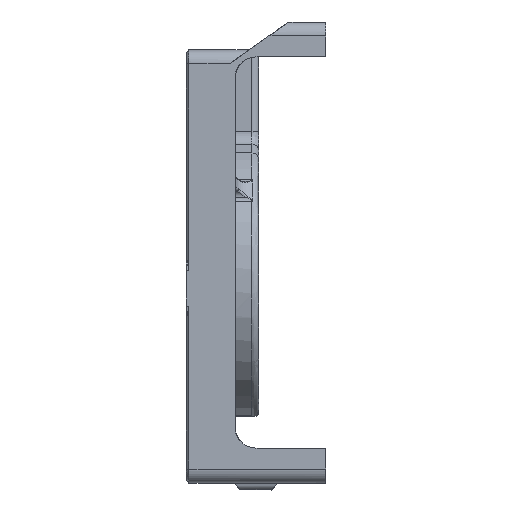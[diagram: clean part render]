
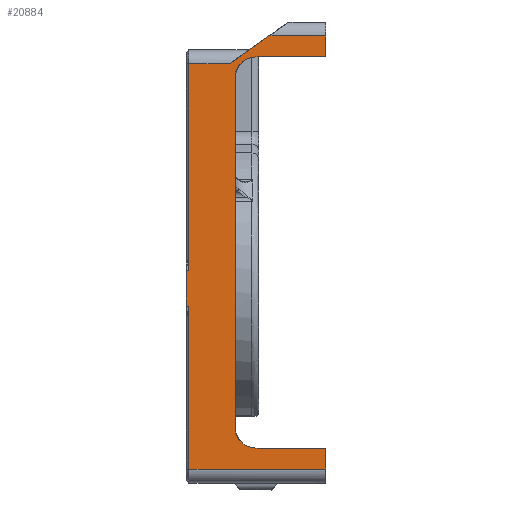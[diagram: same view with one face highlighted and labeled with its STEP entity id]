
A CAD part, left-side view. The second image highlights one B-rep face of the part: STEP entity #20884.
In plain terms, the highlighted planar face has unit normal (-1, 0, 0).
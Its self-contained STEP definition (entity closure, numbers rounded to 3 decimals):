
#119 = CARTESIAN_POINT ( 'NONE',  ( 123.9, -18., 88.545 ) ) ;
#224 = DIRECTION ( 'NONE',  ( -1., 0., 0. ) ) ;
#277 = LINE ( 'NONE', #2508, #31624 ) ;
#808 = VERTEX_POINT ( 'NONE', #12499 ) ;
#953 = EDGE_CURVE ( 'NONE', #8682, #22154, #23575, .T. ) ;
#986 = DIRECTION ( 'NONE',  ( 0., 0., 1. ) ) ;
#1185 = CIRCLE ( 'NONE', #2819, 3. ) ;
#1644 = VECTOR ( 'NONE', #29054, 1000. ) ;
#1742 = DIRECTION ( 'NONE',  ( 0., 1., 0. ) ) ;
#2001 = ORIENTED_EDGE ( 'NONE', *, *, #13226, .T. ) ;
#2250 = ORIENTED_EDGE ( 'NONE', *, *, #14935, .T. ) ;
#2251 = DIRECTION ( 'NONE',  ( -1., 0., 0. ) ) ;
#2276 = VERTEX_POINT ( 'NONE', #19951 ) ;
#2377 = VECTOR ( 'NONE', #5469, 1000. ) ;
#2428 = EDGE_CURVE ( 'NONE', #2276, #25257, #23653, .T. ) ;
#2508 = CARTESIAN_POINT ( 'NONE',  ( 123.9, 36.966, 88.545 ) ) ;
#2819 = AXIS2_PLACEMENT_3D ( 'NONE', #4348, #29745, #6395 ) ;
#3799 = CARTESIAN_POINT ( 'NONE',  ( 123.9, -18.4, 88.545 ) ) ;
#4108 = CARTESIAN_POINT ( 'NONE',  ( 123.9, -25., 74.096 ) ) ;
#4348 = CARTESIAN_POINT ( 'NONE',  ( 123.9, -28., 66.096 ) ) ;
#5289 = EDGE_CURVE ( 'NONE', #808, #14515, #28854, .T. ) ;
#5454 = CARTESIAN_POINT ( 'NONE',  ( 123.9, -18.4, 118.096 ) ) ;
#5469 = DIRECTION ( 'NONE',  ( 0., 0., 1. ) ) ;
#5678 = CARTESIAN_POINT ( 'NONE',  ( 123.9, 36.966, 83.414 ) ) ;
#5824 = DIRECTION ( 'NONE',  ( 0., 0., -1. ) ) ;
#5843 = ORIENTED_EDGE ( 'NONE', *, *, #2428, .T. ) ;
#6250 = LINE ( 'NONE', #16626, #25284 ) ;
#6395 = DIRECTION ( 'NONE',  ( 0., 0., 1. ) ) ;
#6697 = VECTOR ( 'NONE', #29629, 1000. ) ;
#6807 = EDGE_CURVE ( 'NONE', #30965, #10050, #30186, .T. ) ;
#7150 = VERTEX_POINT ( 'NONE', #5454 ) ;
#7267 = CARTESIAN_POINT ( 'NONE',  ( 123.9, -38., 122.096 ) ) ;
#7481 = CARTESIAN_POINT ( 'NONE',  ( 123.9, -32.5, 118.096 ) ) ;
#7520 = DIRECTION ( 'NONE',  ( 0., 0., 1. ) ) ;
#7528 = CARTESIAN_POINT ( 'NONE',  ( 123.9, -38., 58.096 ) ) ;
#7965 = CARTESIAN_POINT ( 'NONE',  ( 123.9, -38., 63.096 ) ) ;
#8067 = VERTEX_POINT ( 'NONE', #26573 ) ;
#8657 = CARTESIAN_POINT ( 'NONE',  ( 123.9, -25., 116.096 ) ) ;
#8682 = VERTEX_POINT ( 'NONE', #20700 ) ;
#9400 = EDGE_CURVE ( 'NONE', #25553, #14515, #31040, .T. ) ;
#9864 = ORIENTED_EDGE ( 'NONE', *, *, #25164, .T. ) ;
#9914 = DIRECTION ( 'NONE',  ( 0., 0., 1. ) ) ;
#10050 = VERTEX_POINT ( 'NONE', #10454 ) ;
#10237 = LINE ( 'NONE', #13110, #20564 ) ;
#10454 = CARTESIAN_POINT ( 'NONE',  ( 123.9, -25., 66.096 ) ) ;
#10470 = ORIENTED_EDGE ( 'NONE', *, *, #9400, .F. ) ;
#10610 = CARTESIAN_POINT ( 'NONE',  ( 123.9, -18.4, 106.754 ) ) ;
#10657 = DIRECTION ( 'NONE',  ( 0., 0.819, -0.574 ) ) ;
#10723 = CARTESIAN_POINT ( 'NONE',  ( 123.9, -28., 63.096 ) ) ;
#11309 = VECTOR ( 'NONE', #1742, 1000. ) ;
#11398 = VECTOR ( 'NONE', #10657, 1000. ) ;
#11528 = VERTEX_POINT ( 'NONE', #27472 ) ;
#11896 = VECTOR ( 'NONE', #24631, 1000. ) ;
#12499 = CARTESIAN_POINT ( 'NONE',  ( 123.9, -18., 83.414 ) ) ;
#12734 = ORIENTED_EDGE ( 'NONE', *, *, #6807, .F. ) ;
#12829 = ORIENTED_EDGE ( 'NONE', *, *, #13039, .T. ) ;
#13039 = EDGE_CURVE ( 'NONE', #25257, #8682, #27789, .T. ) ;
#13110 = CARTESIAN_POINT ( 'NONE',  ( 123.9, -38., 119.096 ) ) ;
#13226 = EDGE_CURVE ( 'NONE', #25553, #27434, #25736, .T. ) ;
#14302 = EDGE_CURVE ( 'NONE', #11528, #30965, #16184, .T. ) ;
#14515 = VERTEX_POINT ( 'NONE', #28967 ) ;
#14668 = CARTESIAN_POINT ( 'NONE',  ( 123.9, -18.4, 74.596 ) ) ;
#14875 = ORIENTED_EDGE ( 'NONE', *, *, #29951, .F. ) ;
#14879 = VERTEX_POINT ( 'NONE', #7965 ) ;
#14935 = EDGE_CURVE ( 'NONE', #22154, #7150, #15960, .T. ) ;
#15037 = ORIENTED_EDGE ( 'NONE', *, *, #953, .T. ) ;
#15157 = ORIENTED_EDGE ( 'NONE', *, *, #21582, .F. ) ;
#15876 = ORIENTED_EDGE ( 'NONE', *, *, #14302, .F. ) ;
#15960 = LINE ( 'NONE', #7481, #11896 ) ;
#16184 = CIRCLE ( 'NONE', #17250, 3. ) ;
#16626 = CARTESIAN_POINT ( 'NONE',  ( 123.9, -18.4, 74.596 ) ) ;
#17250 = AXIS2_PLACEMENT_3D ( 'NONE', #30865, #2251, #7520 ) ;
#17333 = ORIENTED_EDGE ( 'NONE', *, *, #5289, .T. ) ;
#18036 = CARTESIAN_POINT ( 'NONE',  ( 123.9, -24.144, 118.096 ) ) ;
#18584 = ORIENTED_EDGE ( 'NONE', *, *, #26720, .F. ) ;
#19175 = LINE ( 'NONE', #29593, #26552 ) ;
#19213 = CARTESIAN_POINT ( 'NONE',  ( 123.9, -38., 58.096 ) ) ;
#19951 = CARTESIAN_POINT ( 'NONE',  ( 123.9, -38., 119.096 ) ) ;
#20239 = VECTOR ( 'NONE', #26132, 1000. ) ;
#20521 = ORIENTED_EDGE ( 'NONE', *, *, #30258, .F. ) ;
#20564 = VECTOR ( 'NONE', #23495, 1000. ) ;
#20700 = CARTESIAN_POINT ( 'NONE',  ( 123.9, -29.856, 122.096 ) ) ;
#20835 = AXIS2_PLACEMENT_3D ( 'NONE', #10610, #224, #5824 ) ;
#20884 = ADVANCED_FACE ( 'NONE', ( #24031 ), #31388, .T. ) ;
#21477 = ORIENTED_EDGE ( 'NONE', *, *, #32914, .T. ) ;
#21582 = EDGE_CURVE ( 'NONE', #31511, #7150, #6250, .T. ) ;
#22154 = VERTEX_POINT ( 'NONE', #18036 ) ;
#22318 = DIRECTION ( 'NONE',  ( 0., 0., -1. ) ) ;
#22831 = CARTESIAN_POINT ( 'NONE',  ( 123.9, -38., 122.096 ) ) ;
#22919 = CARTESIAN_POINT ( 'NONE',  ( 123.9, -29.856, 122.096 ) ) ;
#23151 = CARTESIAN_POINT ( 'NONE',  ( 123.9, -38., 60.096 ) ) ;
#23367 = EDGE_LOOP ( 'NONE', ( #10470, #2001, #21477, #9864, #20521, #12734, #15876, #18584, #5843, #12829, #15037, #2250, #15157, #14875, #33479, #17333 ) ) ;
#23415 = LINE ( 'NONE', #119, #1644 ) ;
#23419 = DIRECTION ( 'NONE',  ( 0., -1., 0. ) ) ;
#23495 = DIRECTION ( 'NONE',  ( 0., 1., 0. ) ) ;
#23575 = LINE ( 'NONE', #22919, #11398 ) ;
#23653 = LINE ( 'NONE', #7528, #2377 ) ;
#24031 = FACE_OUTER_BOUND ( 'NONE', #23367, .T. ) ;
#24450 = DIRECTION ( 'NONE',  ( 0., 1., 0. ) ) ;
#24631 = DIRECTION ( 'NONE',  ( 0., 1., 0. ) ) ;
#24677 = VERTEX_POINT ( 'NONE', #10723 ) ;
#24880 = CARTESIAN_POINT ( 'NONE',  ( 123.9, -18.4, 60.096 ) ) ;
#25164 = EDGE_CURVE ( 'NONE', #14879, #24677, #19175, .T. ) ;
#25257 = VERTEX_POINT ( 'NONE', #7267 ) ;
#25284 = VECTOR ( 'NONE', #986, 1000. ) ;
#25553 = VERTEX_POINT ( 'NONE', #24880 ) ;
#25736 = LINE ( 'NONE', #23151, #32007 ) ;
#26132 = DIRECTION ( 'NONE',  ( 0., -1., 0. ) ) ;
#26552 = VECTOR ( 'NONE', #24450, 1000. ) ;
#26573 = CARTESIAN_POINT ( 'NONE',  ( 123.9, -18., 88.545 ) ) ;
#26720 = EDGE_CURVE ( 'NONE', #2276, #11528, #10237, .T. ) ;
#27434 = VERTEX_POINT ( 'NONE', #32407 ) ;
#27472 = CARTESIAN_POINT ( 'NONE',  ( 123.9, -28., 119.096 ) ) ;
#27789 = LINE ( 'NONE', #22831, #11309 ) ;
#28290 = EDGE_CURVE ( 'NONE', #8067, #808, #23415, .T. ) ;
#28854 = LINE ( 'NONE', #5678, #20239 ) ;
#28967 = CARTESIAN_POINT ( 'NONE',  ( 123.9, -18.4, 83.414 ) ) ;
#29054 = DIRECTION ( 'NONE',  ( 0., 0., -1. ) ) ;
#29593 = CARTESIAN_POINT ( 'NONE',  ( 123.9, -38., 63.096 ) ) ;
#29629 = DIRECTION ( 'NONE',  ( 0., 0., 1. ) ) ;
#29745 = DIRECTION ( 'NONE',  ( -1., 0., 0. ) ) ;
#29810 = VECTOR ( 'NONE', #22318, 1000. ) ;
#29951 = EDGE_CURVE ( 'NONE', #8067, #31511, #277, .T. ) ;
#29975 = LINE ( 'NONE', #19213, #6697 ) ;
#30186 = LINE ( 'NONE', #4108, #29810 ) ;
#30258 = EDGE_CURVE ( 'NONE', #10050, #24677, #1185, .T. ) ;
#30865 = CARTESIAN_POINT ( 'NONE',  ( 123.9, -28., 116.096 ) ) ;
#30965 = VERTEX_POINT ( 'NONE', #8657 ) ;
#31040 = LINE ( 'NONE', #14668, #33429 ) ;
#31388 = PLANE ( 'NONE',  #20835 ) ;
#31511 = VERTEX_POINT ( 'NONE', #3799 ) ;
#31624 = VECTOR ( 'NONE', #23419, 1000. ) ;
#32007 = VECTOR ( 'NONE', #33572, 1000. ) ;
#32407 = CARTESIAN_POINT ( 'NONE',  ( 123.9, -38., 60.096 ) ) ;
#32914 = EDGE_CURVE ( 'NONE', #27434, #14879, #29975, .T. ) ;
#33429 = VECTOR ( 'NONE', #9914, 1000. ) ;
#33479 = ORIENTED_EDGE ( 'NONE', *, *, #28290, .T. ) ;
#33572 = DIRECTION ( 'NONE',  ( 0., -1., 0. ) ) ;
